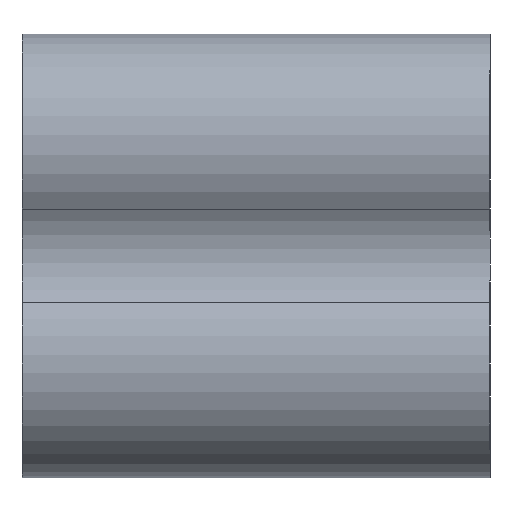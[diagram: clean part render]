
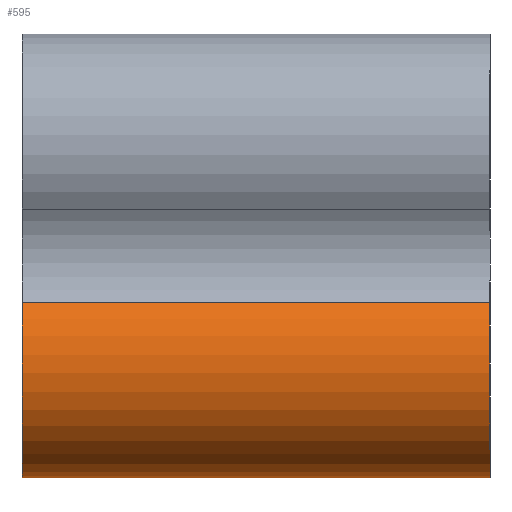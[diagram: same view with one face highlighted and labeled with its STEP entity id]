
A CAD part, left-side view. The second image highlights one B-rep face of the part: STEP entity #595.
In plain terms, the highlighted cylindrical face has radius 16.25 mm (diameter 32.5 mm), a partial arc.
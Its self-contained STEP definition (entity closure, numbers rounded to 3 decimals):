
#33 = VERTEX_POINT ( 'NONE', #114 ) ;
#45 = CARTESIAN_POINT ( 'NONE',  ( -13.392, 68., -22.796 ) ) ;
#65 = AXIS2_PLACEMENT_3D ( 'NONE', #109, #207, #342 ) ;
#74 = LINE ( 'NONE', #45, #172 ) ;
#109 = CARTESIAN_POINT ( 'NONE',  ( 0., 68., -32. ) ) ;
#114 = CARTESIAN_POINT ( 'NONE',  ( 0., 68., -48.25 ) ) ;
#123 = LINE ( 'NONE', #284, #618 ) ;
#146 = CARTESIAN_POINT ( 'NONE',  ( 0., 68., -32. ) ) ;
#172 = VECTOR ( 'NONE', #242, 1000. ) ;
#176 = EDGE_LOOP ( 'NONE', ( #553, #194, #330, #260 ) ) ;
#194 = ORIENTED_EDGE ( 'NONE', *, *, #322, .T. ) ;
#198 = EDGE_CURVE ( 'NONE', #316, #240, #74, .T. ) ;
#207 = DIRECTION ( 'NONE',  ( 0., -1., 0. ) ) ;
#231 = CARTESIAN_POINT ( 'NONE',  ( 0., 0., -48.25 ) ) ;
#240 = VERTEX_POINT ( 'NONE', #655 ) ;
#242 = DIRECTION ( 'NONE',  ( 0., 1., 0. ) ) ;
#260 = ORIENTED_EDGE ( 'NONE', *, *, #198, .T. ) ;
#279 = DIRECTION ( 'NONE',  ( 0., 0., 1. ) ) ;
#284 = CARTESIAN_POINT ( 'NONE',  ( 0., 68., -48.25 ) ) ;
#293 = EDGE_CURVE ( 'NONE', #33, #240, #333, .T. ) ;
#316 = VERTEX_POINT ( 'NONE', #497 ) ;
#322 = EDGE_CURVE ( 'NONE', #33, #526, #123, .T. ) ;
#323 = AXIS2_PLACEMENT_3D ( 'NONE', #146, #606, #279 ) ;
#330 = ORIENTED_EDGE ( 'NONE', *, *, #465, .T. ) ;
#333 = CIRCLE ( 'NONE', #323, 16.25 ) ;
#342 = DIRECTION ( 'NONE',  ( 0., 0., -1. ) ) ;
#373 = CARTESIAN_POINT ( 'NONE',  ( 0., 0., -32. ) ) ;
#378 = DIRECTION ( 'NONE',  ( 0., 0., 1. ) ) ;
#393 = AXIS2_PLACEMENT_3D ( 'NONE', #373, #594, #378 ) ;
#465 = EDGE_CURVE ( 'NONE', #526, #316, #540, .T. ) ;
#497 = CARTESIAN_POINT ( 'NONE',  ( -13.392, 0., -22.796 ) ) ;
#526 = VERTEX_POINT ( 'NONE', #231 ) ;
#540 = CIRCLE ( 'NONE', #393, 16.25 ) ;
#553 = ORIENTED_EDGE ( 'NONE', *, *, #293, .F. ) ;
#563 = CYLINDRICAL_SURFACE ( 'NONE', #65, 16.25 ) ;
#592 = FACE_OUTER_BOUND ( 'NONE', #176, .T. ) ;
#594 = DIRECTION ( 'NONE',  ( 0., 1., 0. ) ) ;
#595 = ADVANCED_FACE ( 'NONE', ( #592 ), #563, .T. ) ;
#606 = DIRECTION ( 'NONE',  ( 0., 1., 0. ) ) ;
#608 = DIRECTION ( 'NONE',  ( 0., -1., 0. ) ) ;
#618 = VECTOR ( 'NONE', #608, 1000. ) ;
#655 = CARTESIAN_POINT ( 'NONE',  ( -13.392, 68., -22.796 ) ) ;
